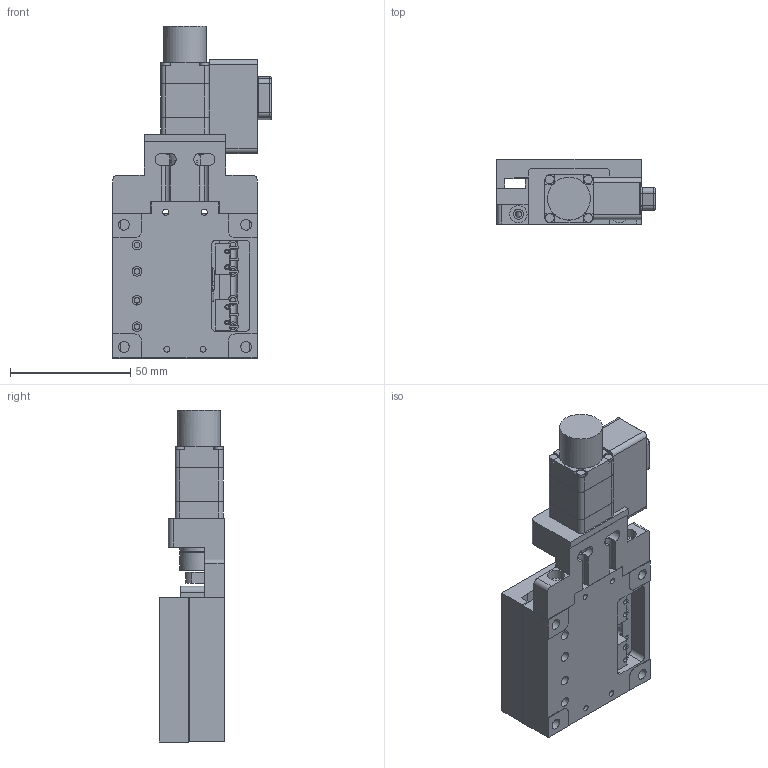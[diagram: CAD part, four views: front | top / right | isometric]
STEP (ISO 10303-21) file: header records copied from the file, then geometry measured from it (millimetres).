
FILE_DESCRIPTION (( 'STEP AP203' ), '1' );
FILE_NAME ('08MLS-025.STEP', '2023-08-17T03:45:45', ( '' ), ( '' ), 'SwSTEP 2.0', 'SolidWorks 2022', '' );
FILE_SCHEMA (( 'CONFIG_CONTROL_DESIGN' ));
Length unit declared in the file: millimetre
Products named in the file (1): 08MLS-025
Bounding box: 65.83 x 27.2 x 138 mm (x, y, z)
Surface area: 45432.6 mm2 (no closed solid volume)
Topology: 0 solids, 29 shells, 439 faces, 1653 edges, 1222 vertices
Faces by surface type: plane 242, cylinder 180, torus 14, cone 3
Full cylindrical faces by diameter (mm): 0.8 x15, 2 x4, 2.261 x2, 2.5 x9, 2.6 x2, 2.705 x4, 3 x3, 3.05 x2, 3.454 x9, 3.6 x4, 3.61 x1, 3.684 x1, 4 x20, 4.496 x4, 5.105 x2, 5.5 x1, 6 x1, 6.5 x8, 7 x1, 7.2 x2, 7.938 x4, 8 x1, 12 x1, 14.8 x2, 16 x3, 17 x1, 17.799 x1, 19 x1
Entity records: 18541 total; most frequent: CARTESIAN_POINT 4894, DIRECTION 2771, ORIENTED_EDGE 2378, EDGE_CURVE 1514, VERTEX_POINT 1198, AXIS2_PLACEMENT_3D 948, VECTOR 875, LINE 875
